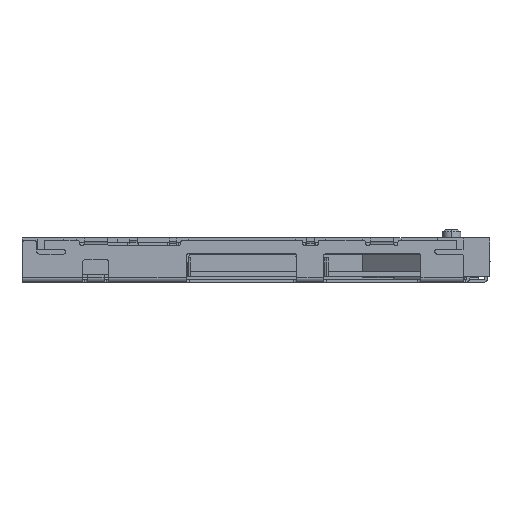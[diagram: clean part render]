
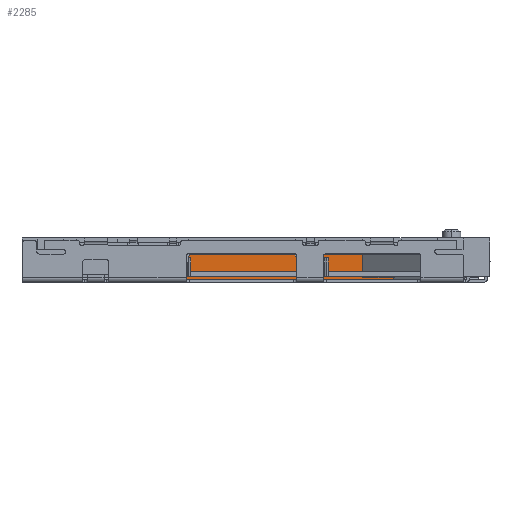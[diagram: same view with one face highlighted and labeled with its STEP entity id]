
A CAD part, left-side view. The second image highlights one B-rep face of the part: STEP entity #2285.
In plain terms, the highlighted planar face has unit normal (-1, 0, 0).
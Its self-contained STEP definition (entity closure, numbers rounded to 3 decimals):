
#2285=ADVANCED_FACE('',(#4868),#4869,.F.);
#4868=FACE_OUTER_BOUND('',#7739,.T.);
#4869=PLANE('',#7740);
#7739=EDGE_LOOP('',(#15163,#15164,#15165,#15166,#15167,#15168,#15169,#15170,#15171,#15172));
#7740=AXIS2_PLACEMENT_3D('',#15173,#15174,#15175);
#15163=ORIENTED_EDGE('',*,*,#20253,.T.);
#15164=ORIENTED_EDGE('',*,*,#20742,.F.);
#15165=ORIENTED_EDGE('',*,*,#20262,.T.);
#15166=ORIENTED_EDGE('',*,*,#20666,.T.);
#15167=ORIENTED_EDGE('',*,*,#20740,.F.);
#15168=ORIENTED_EDGE('',*,*,#20737,.F.);
#15169=ORIENTED_EDGE('',*,*,#18944,.F.);
#15170=ORIENTED_EDGE('',*,*,#20743,.T.);
#15171=ORIENTED_EDGE('',*,*,#20744,.F.);
#15172=ORIENTED_EDGE('',*,*,#20745,.T.);
#15173=CARTESIAN_POINT('',(7.6,22.021,-18.3));
#15174=DIRECTION('',(1.0,0.0,0.0));
#15175=DIRECTION('',(0.0,1.0,-0.0));
#18944=EDGE_CURVE('',#23258,#23260,#23261,.T.);
#20253=EDGE_CURVE('',#25211,#25075,#25212,.T.);
#20262=EDGE_CURVE('',#25137,#25227,#25229,.T.);
#20666=EDGE_CURVE('',#25227,#25827,#25828,.T.);
#20737=EDGE_CURVE('',#23260,#25920,#25921,.T.);
#20740=EDGE_CURVE('',#25920,#25827,#25924,.T.);
#20742=EDGE_CURVE('',#25137,#25075,#25926,.T.);
#20743=EDGE_CURVE('',#23258,#25927,#25928,.T.);
#20744=EDGE_CURVE('',#25929,#25927,#25930,.T.);
#20745=EDGE_CURVE('',#25929,#25211,#25931,.T.);
#23258=VERTEX_POINT('',#29498);
#23260=VERTEX_POINT('',#29501);
#23261=LINE('',#29502,#29503);
#25075=VERTEX_POINT('',#32137);
#25137=VERTEX_POINT('',#32225);
#25211=VERTEX_POINT('',#32335);
#25212=LINE('',#32336,#32337);
#25227=VERTEX_POINT('',#32359);
#25229=LINE('',#32362,#32363);
#25827=VERTEX_POINT('',#33220);
#25828=LINE('',#33221,#33222);
#25920=VERTEX_POINT('',#33357);
#25921=LINE('',#33358,#33359);
#25924=LINE('',#33363,#33364);
#25926=LINE('',#33366,#33367);
#25927=VERTEX_POINT('',#33368);
#25928=LINE('',#33369,#33370);
#25929=VERTEX_POINT('',#33371);
#25930=LINE('',#33372,#33373);
#25931=LINE('',#33374,#33375);
#29498=CARTESIAN_POINT('',(7.6,6.321,-16.65));
#29501=CARTESIAN_POINT('',(7.6,5.821,-16.65));
#29502=CARTESIAN_POINT('',(7.6,221.892,-16.65));
#29503=VECTOR('',#36397,1.0);
#32137=CARTESIAN_POINT('',(7.6,12.621,-18.4));
#32225=CARTESIAN_POINT('',(7.6,10.221,-18.4));
#32335=CARTESIAN_POINT('',(7.6,21.721,-18.4));
#32336=CARTESIAN_POINT('',(7.6,27.971,-18.4));
#32337=VECTOR('',#37598,1.0);
#32359=CARTESIAN_POINT('',(7.6,0.521,-18.4));
#32362=CARTESIAN_POINT('',(7.6,27.971,-18.4));
#32363=VECTOR('',#37607,1.0);
#33220=CARTESIAN_POINT('',(7.6,0.521,-18.3));
#33221=CARTESIAN_POINT('',(7.6,0.521,-16.));
#33222=VECTOR('',#37996,1.0);
#33357=CARTESIAN_POINT('',(7.6,5.821,-18.3));
#33358=CARTESIAN_POINT('',(7.6,5.821,-16.));
#33359=VECTOR('',#38055,1.0);
#33363=CARTESIAN_POINT('',(7.6,22.021,-18.3));
#33364=VECTOR('',#38057,1.0);
#33366=CARTESIAN_POINT('',(7.6,22.021,-18.4));
#33367=VECTOR('',#38058,1.0);
#33368=CARTESIAN_POINT('',(7.6,6.321,-16.7));
#33369=CARTESIAN_POINT('',(7.6,6.321,-16.));
#33370=VECTOR('',#38059,1.0);
#33371=CARTESIAN_POINT('',(7.6,21.721,-16.7));
#33372=CARTESIAN_POINT('',(7.6,22.021,-16.7));
#33373=VECTOR('',#38060,1.0);
#33374=CARTESIAN_POINT('',(7.6,21.721,-16.));
#33375=VECTOR('',#38061,1.0);
#36397=DIRECTION('',(0.0,-1.0,0.));
#37598=DIRECTION('',(0.0,-1.0,0.0));
#37607=DIRECTION('',(0.0,-1.0,0.0));
#37996=DIRECTION('',(0.0,0.,1.0));
#38055=DIRECTION('',(0.0,0.,-1.0));
#38057=DIRECTION('',(0.0,-1.0,0.));
#38058=DIRECTION('',(-0.0,1.0,0.));
#38059=DIRECTION('',(0.0,0.,-1.0));
#38060=DIRECTION('',(0.0,-1.0,0.));
#38061=DIRECTION('',(0.0,0.,-1.0));
